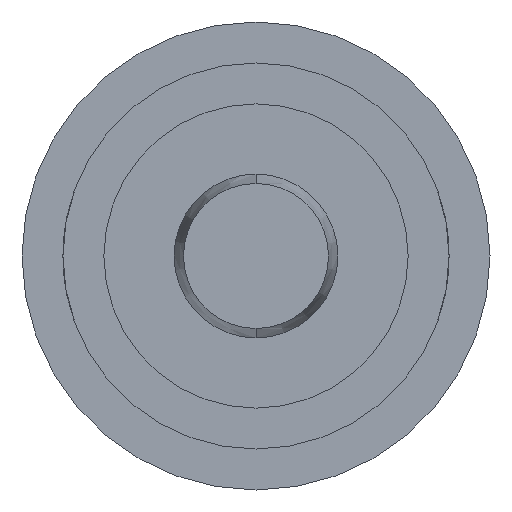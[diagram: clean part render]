
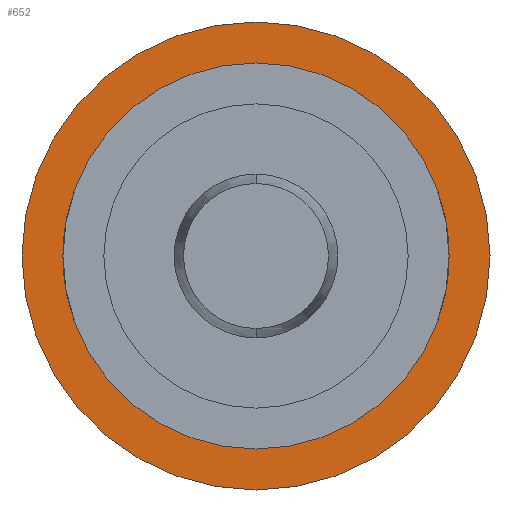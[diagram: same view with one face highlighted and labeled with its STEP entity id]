
A CAD part, front view. The second image highlights one B-rep face of the part: STEP entity #652.
In plain terms, the highlighted planar face has unit normal (0, -1, 0).
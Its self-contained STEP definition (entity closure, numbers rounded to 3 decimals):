
#137 = VERTEX_POINT ( 'NONE', #2635 ) ;
#173 = PLANE ( 'NONE',  #3223 ) ;
#548 = AXIS2_PLACEMENT_3D ( 'NONE', #2357, #2620, #746 ) ;
#600 = EDGE_LOOP ( 'NONE', ( #4120, #4219 ) ) ;
#635 = CARTESIAN_POINT ( 'NONE',  ( 0., 28., -0.825 ) ) ;
#652 = ADVANCED_FACE ( 'Defeature ausgef�hrt4_6', ( #2735, #664 ), #173, .F. ) ;
#664 = FACE_BOUND ( 'NONE', #3380, .T. ) ;
#746 = DIRECTION ( 'NONE',  ( 0., 0., 1. ) ) ;
#1102 = CARTESIAN_POINT ( 'NONE',  ( 0.825, 28., 0. ) ) ;
#1285 = ORIENTED_EDGE ( 'NONE', *, *, #2218, .T. ) ;
#1329 = CARTESIAN_POINT ( 'NONE',  ( 0., 28., 0. ) ) ;
#1519 = DIRECTION ( 'NONE',  ( 0., 1., 0. ) ) ;
#1581 = VERTEX_POINT ( 'NONE', #635 ) ;
#1607 = DIRECTION ( 'NONE',  ( 0., 1., 0. ) ) ;
#1783 = DIRECTION ( 'NONE',  ( 0., 0., 1. ) ) ;
#1797 = EDGE_CURVE ( 'Defeature ausgef�hrt4_6+Defeature ausgef�hrt4_0+Defeature ausgef�hrt4_0+Defeature ausgef�hrt4_0', #137, #1581, #2098, .T. ) ;
#1867 = DIRECTION ( 'NONE',  ( 0., 0., 1. ) ) ;
#1926 = AXIS2_PLACEMENT_3D ( 'NONE', #3405, #2726, #3041 ) ;
#2046 = CARTESIAN_POINT ( 'NONE',  ( 0., 28., 1. ) ) ;
#2098 = CIRCLE ( 'NONE', #3367, 0.825 ) ;
#2167 = EDGE_CURVE ( 'Defeature ausgef�hrt4_7+Defeature ausgef�hrt4_6+Defeature ausgef�hrt4_6+Defeature ausgef�hrt4_6', #2289, #3101, #2898, .T. ) ;
#2218 = EDGE_CURVE ( 'Defeature ausgef�hrt4_6+Defeature ausgef�hrt4_0+Defeature ausgef�hrt4_0+Defeature ausgef�hrt4_0', #1581, #137, #3479, .T. ) ;
#2289 = VERTEX_POINT ( 'NONE', #2046 ) ;
#2357 = CARTESIAN_POINT ( 'NONE',  ( 0., 28., 0. ) ) ;
#2607 = DIRECTION ( 'NONE',  ( 0., 0., 1. ) ) ;
#2620 = DIRECTION ( 'NONE',  ( 0., 1., 0. ) ) ;
#2635 = CARTESIAN_POINT ( 'NONE',  ( 0., 28., 0.825 ) ) ;
#2726 = DIRECTION ( 'NONE',  ( 0., 1., 0. ) ) ;
#2735 = FACE_OUTER_BOUND ( 'NONE', #600, .T. ) ;
#2765 = ORIENTED_EDGE ( 'NONE', *, *, #1797, .T. ) ;
#2887 = CIRCLE ( 'NONE', #3406, 1. ) ;
#2898 = CIRCLE ( 'NONE', #548, 1. ) ;
#2903 = DIRECTION ( 'NONE',  ( 0., 1., 0. ) ) ;
#3041 = DIRECTION ( 'NONE',  ( 0., 0., 1. ) ) ;
#3101 = VERTEX_POINT ( 'NONE', #3834 ) ;
#3111 = EDGE_CURVE ( 'Defeature ausgef�hrt4_7+Defeature ausgef�hrt4_6+Defeature ausgef�hrt4_6+Defeature ausgef�hrt4_6', #3101, #2289, #2887, .T. ) ;
#3223 = AXIS2_PLACEMENT_3D ( 'NONE', #1102, #1519, #1783 ) ;
#3367 = AXIS2_PLACEMENT_3D ( 'NONE', #1329, #2903, #2607 ) ;
#3380 = EDGE_LOOP ( 'NONE', ( #1285, #2765 ) ) ;
#3405 = CARTESIAN_POINT ( 'NONE',  ( 0., 28., 0. ) ) ;
#3406 = AXIS2_PLACEMENT_3D ( 'NONE', #4139, #1607, #1867 ) ;
#3479 = CIRCLE ( 'NONE', #1926, 0.825 ) ;
#3834 = CARTESIAN_POINT ( 'NONE',  ( 0., 28., -1. ) ) ;
#4120 = ORIENTED_EDGE ( 'NONE', *, *, #2167, .F. ) ;
#4139 = CARTESIAN_POINT ( 'NONE',  ( 0., 28., 0. ) ) ;
#4219 = ORIENTED_EDGE ( 'NONE', *, *, #3111, .F. ) ;
